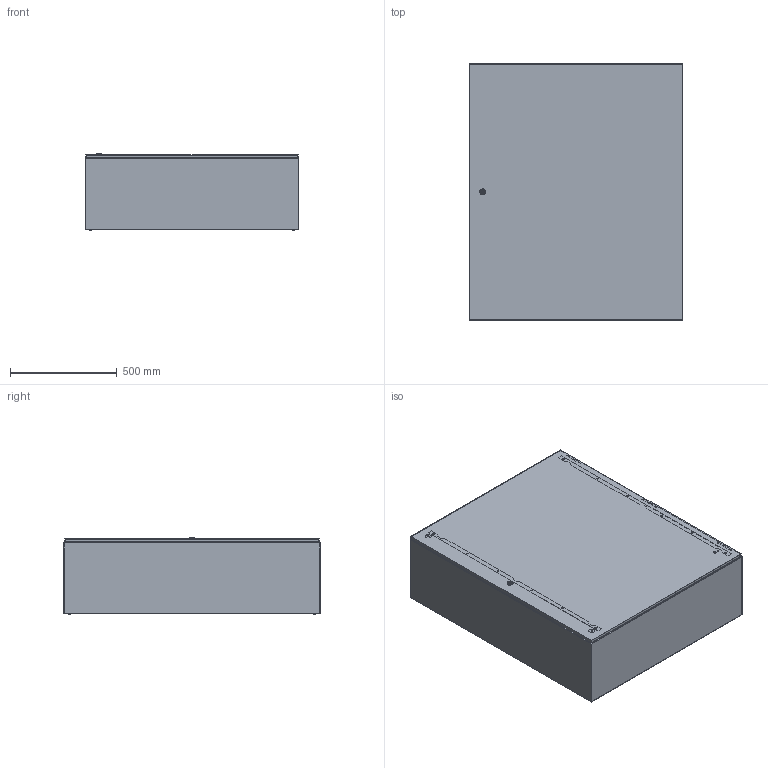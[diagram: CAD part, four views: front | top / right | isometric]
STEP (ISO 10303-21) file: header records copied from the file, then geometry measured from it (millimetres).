
FILE_DESCRIPTION (( 'STEP AP214' ), '1' );
FILE_NAME ('3351-1112-35-10.step', '2024-01-10T07:29:44', ( '' ), ( '' ), 'SwSTEP 2.0', 'SolidWorks 2019', '' );
FILE_SCHEMA (( 'AUTOMOTIVE_DESIGN' ));
Length unit declared in the file: millimetre
Products named in the file (5): 3351-1112-35-10; Montageplatte_wg_0331-1012-00-13; Tuer_wgES_3351-1112-00-90; Montageplattenbeipack_wgES_1012; Korpus_wgES_1112-35
Assembly tree (4 placements, depth 2):
  3351-1112-35-10
    Korpus_wgES_1112-35
    Tuer_wgES_3351-1112-00-90
    Montageplatte_wg_0331-1012-00-13
    Montageplattenbeipack_wgES_1012
Bounding box: 1000 x 1200 x 357.5 mm (x, y, z)
Volume: 9930813.6 mm3; surface area: 10760395.1 mm2
Topology: 36 solids, 36 shells, 1793 faces, 4521 edges, 2924 vertices
Faces by surface type: plane 948, cylinder 729, cone 66, torus 30, sphere 20
Entity records: 58045 total; most frequent: CARTESIAN_POINT 10425, DIRECTION 9619, ORIENTED_EDGE 9018, EDGE_CURVE 4509, AXIS2_PLACEMENT_3D 3486, VERTEX_POINT 2924, VECTOR 2647, LINE 2647
